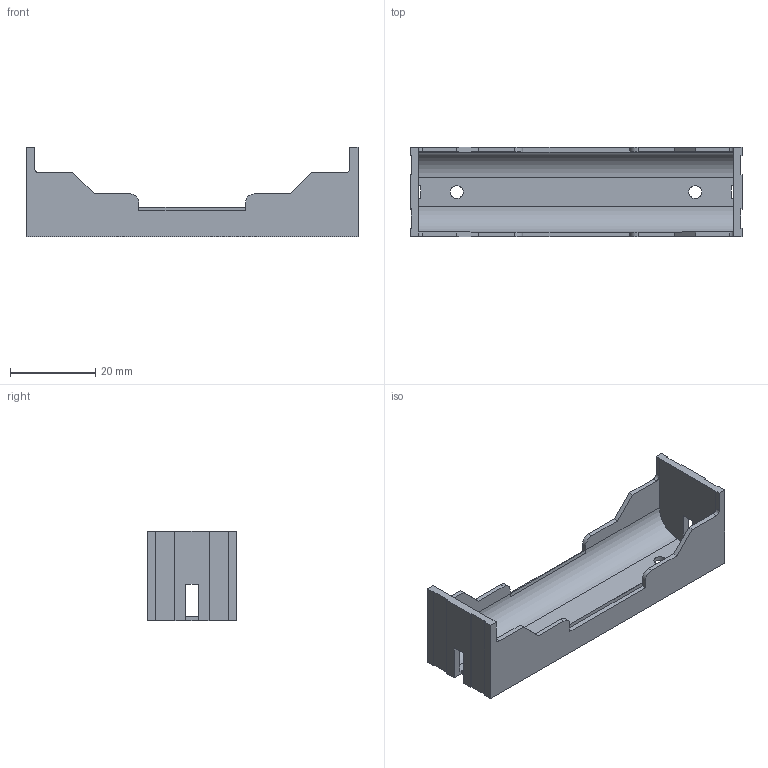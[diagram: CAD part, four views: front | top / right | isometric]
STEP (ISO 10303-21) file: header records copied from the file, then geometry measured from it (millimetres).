
FILE_DESCRIPTION(('FreeCAD Model'),'2;1');
FILE_NAME('SOLID.step','2020-10-16T01:39:09',('kicad StepUp'),('ksu MCAD'), 'Open CASCADE STEP processor 7.3','FreeCAD','Unknown');
FILE_SCHEMA(('AUTOMOTIVE_DESIGN { 1 0 10303 214 1 1 1 1 }'));
Length unit declared in the file: millimetre
Products named in the file (1): SOLID
Bounding box: 78 x 21 x 21.1 mm (x, y, z)
Volume: 5675.9 mm3; surface area: 7709.8 mm2
Topology: 1 solids, 1 shells, 74 faces, 224 edges, 148 vertices
Faces by surface type: plane 62, cylinder 12
Full cylindrical faces by diameter (mm): 3 x2
Entity records: 2519 total; most frequent: ORIENTED_EDGE 448, CARTESIAN_POINT 447, DIRECTION 400, EDGE_CURVE 224, LINE 198, VECTOR 198, VERTEX_POINT 148, AXIS2_PLACEMENT_3D 101
